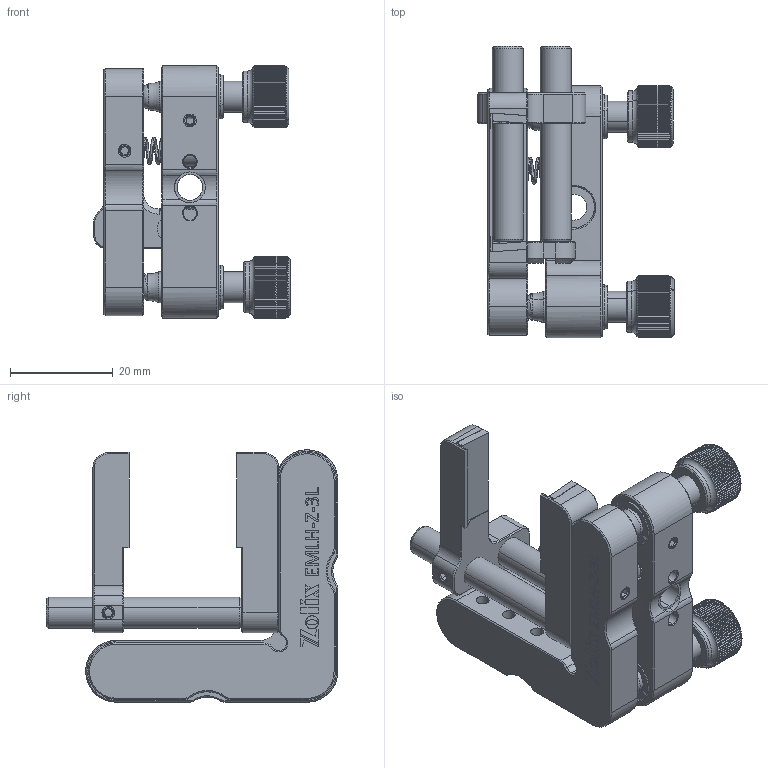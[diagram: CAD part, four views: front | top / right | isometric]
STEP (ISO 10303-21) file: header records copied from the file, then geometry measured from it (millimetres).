
FILE_DESCRIPTION (( 'STEP AP203' ), '1' );
FILE_NAME ('EMLH-Z-3L.STEP', '2025-06-23T03:24:02', ( '' ), ( '' ), 'SwSTEP 2.0', 'SolidWorks 2020', '' );
FILE_SCHEMA (( 'CONFIG_CONTROL_DESIGN' ));
Length unit declared in the file: millimetre
Products named in the file (1): EMLH-Z-3L
Bounding box: 38.2 x 56.7 x 49 mm (x, y, z)
Surface area: 17669.5 mm2 (no closed solid volume)
Topology: 0 solids, 30 shells, 1251 faces, 3820 edges, 2611 vertices
Faces by surface type: plane 651, cylinder 376, cone 176, torus 22, bspline 14, sphere 12
Entity records: 55440 total; most frequent: CARTESIAN_POINT 28535, ORIENTED_EDGE 7246, EDGE_CURVE 3794, B_SPLINE_CURVE_WITH_KNOTS 3558, DIRECTION 2716, VERTEX_POINT 2611, EDGE_LOOP 1344, ADVANCED_FACE 1251
